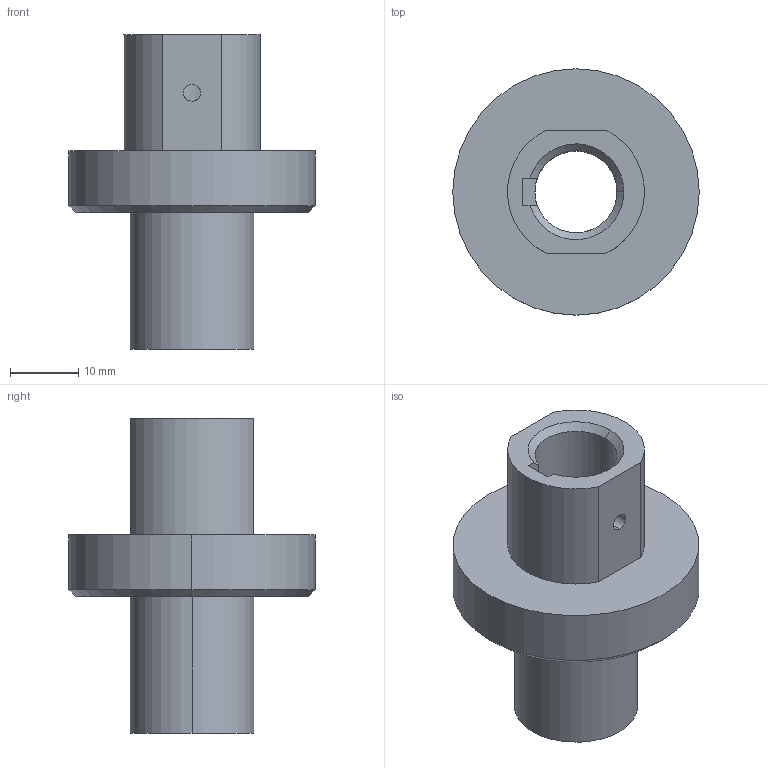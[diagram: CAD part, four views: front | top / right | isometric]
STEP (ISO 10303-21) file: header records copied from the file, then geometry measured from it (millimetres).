
FILE_DESCRIPTION (( 'STEP AP214' ), '1' );
FILE_NAME ('REM_USI_107.STEP', '2021-05-17T08:25:43', ( '' ), ( '' ), 'SwSTEP 2.0', 'SolidWorks 2016', '' );
FILE_SCHEMA (( 'AUTOMOTIVE_DESIGN' ));
Length unit declared in the file: millimetre
Products named in the file (1): REM_USI_107
Bounding box: 36 x 36 x 46 mm (x, y, z)
Volume: 13950.6 mm3; surface area: 6728.4 mm2
Topology: 1 solids, 1 shells, 27 faces, 64 edges, 41 vertices
Faces by surface type: cylinder 11, plane 10, cone 6
Entity records: 884 total; most frequent: CARTESIAN_POINT 175, DIRECTION 144, ORIENTED_EDGE 128, EDGE_CURVE 64, AXIS2_PLACEMENT_3D 56, VERTEX_POINT 41, EDGE_LOOP 33, VECTOR 32
